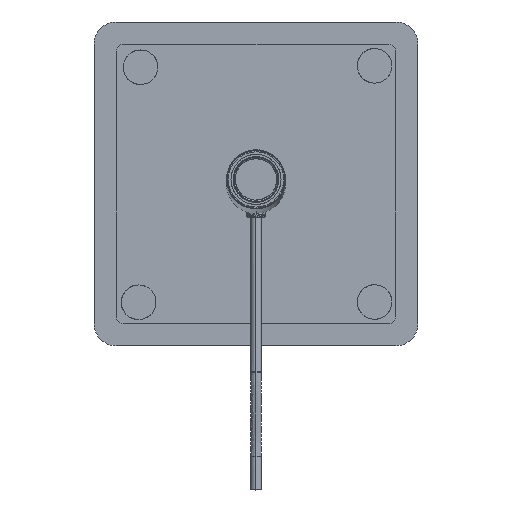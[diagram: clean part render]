
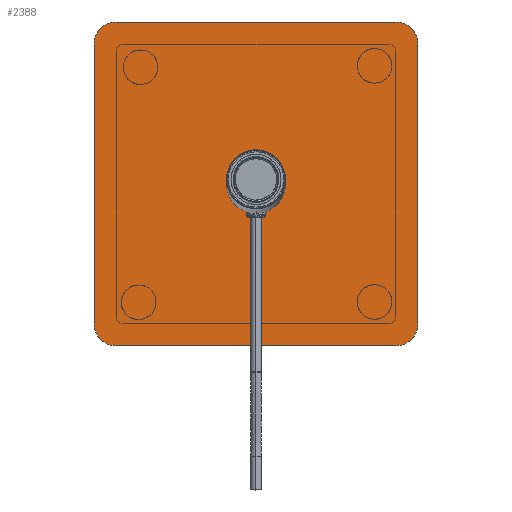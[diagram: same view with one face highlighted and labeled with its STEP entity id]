
A CAD part, top view. The second image highlights one B-rep face of the part: STEP entity #2388.
In plain terms, the highlighted planar face has unit normal (0, 0, 1).
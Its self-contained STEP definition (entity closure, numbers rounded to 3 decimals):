
#2388=ADVANCED_FACE('',(#2560),#5620,.T.);
#2560=FACE_OUTER_BOUND('',#2733,.T.);
#2733=EDGE_LOOP('',(#3004,#3005,#3006,#3007,#3008,#3009,#3010,#3011));
#3004=ORIENTED_EDGE('',*,*,#3760,.F.);
#3005=ORIENTED_EDGE('',*,*,#3757,.F.);
#3006=ORIENTED_EDGE('',*,*,#3754,.F.);
#3007=ORIENTED_EDGE('',*,*,#3751,.F.);
#3008=ORIENTED_EDGE('',*,*,#3748,.F.);
#3009=ORIENTED_EDGE('',*,*,#3745,.F.);
#3010=ORIENTED_EDGE('',*,*,#3742,.F.);
#3011=ORIENTED_EDGE('',*,*,#3738,.F.);
#3738=EDGE_CURVE('',#5031,#5032,#4352,.T.);
#3742=EDGE_CURVE('',#5032,#5035,#4356,.T.);
#3745=EDGE_CURVE('',#5035,#5037,#4359,.T.);
#3748=EDGE_CURVE('',#5037,#5039,#4362,.T.);
#3751=EDGE_CURVE('',#5039,#5041,#4365,.T.);
#3754=EDGE_CURVE('',#5041,#5043,#4368,.T.);
#3757=EDGE_CURVE('',#5043,#5045,#4371,.T.);
#3760=EDGE_CURVE('',#5045,#5031,#4374,.T.);
#4352=B_SPLINE_CURVE_WITH_KNOTS('',3,(#6600,#6601,#6602,#6603),
 .UNSPECIFIED.,.F.,.F.,(4,4),(458.2,648.198),
 .UNSPECIFIED.);
#4356=B_SPLINE_CURVE_WITH_KNOTS('',3,(#6612,#6613,#6614,#6615),
 .UNSPECIFIED.,.F.,.F.,(4,4),(648.198,674.264),
 .UNSPECIFIED.);
#4359=B_SPLINE_CURVE_WITH_KNOTS('',3,(#6622,#6623,#6624,#6625),
 .UNSPECIFIED.,.F.,.F.,(4,4),(674.264,864.267),
 .UNSPECIFIED.);
#4362=B_SPLINE_CURVE_WITH_KNOTS('',3,(#6632,#6633,#6634,#6635),
 .UNSPECIFIED.,.F.,.F.,(4,4),(864.267,890.333),
 .UNSPECIFIED.);
#4365=B_SPLINE_CURVE_WITH_KNOTS('',3,(#6642,#6643,#6644,#6645),
 .UNSPECIFIED.,.F.,.F.,(4,4),(890.333,1080.331),
 .UNSPECIFIED.);
#4368=B_SPLINE_CURVE_WITH_KNOTS('',3,(#6652,#6653,#6654,#6655),
 .UNSPECIFIED.,.F.,.F.,(4,4),(1080.331,1106.398),
 .UNSPECIFIED.);
#4371=B_SPLINE_CURVE_WITH_KNOTS('',3,(#6662,#6663,#6664,#6665),
 .UNSPECIFIED.,.F.,.F.,(4,4),(1106.398,1296.4),
 .UNSPECIFIED.);
#4374=B_SPLINE_CURVE_WITH_KNOTS('',3,(#6672,#6673,#6674,#6675),
 .UNSPECIFIED.,.F.,.F.,(4,4),(1296.4,1322.467),
 .UNSPECIFIED.);
#5031=VERTEX_POINT('',#6584);
#5032=VERTEX_POINT('',#6585);
#5035=VERTEX_POINT('',#6588);
#5037=VERTEX_POINT('',#6590);
#5039=VERTEX_POINT('',#6592);
#5041=VERTEX_POINT('',#6594);
#5043=VERTEX_POINT('',#6596);
#5045=VERTEX_POINT('',#6598);
#5620=PLANE('',#5931);
#5931=AXIS2_PLACEMENT_3D('',#6582,#6081,$);
#6081=DIRECTION('',(0.,0.,1.));
#6582=CARTESIAN_POINT('',(-137.502,137.499,-1729.5));
#6584=CARTESIAN_POINT('',(110.001,94.999,-1729.5));
#6585=CARTESIAN_POINT('',(110.001,-94.999,-1729.5));
#6588=CARTESIAN_POINT('',(95.001,-109.999,-1729.5));
#6590=CARTESIAN_POINT('',(-95.001,-109.999,-1729.5));
#6592=CARTESIAN_POINT('',(-110.001,-94.999,-1729.5));
#6594=CARTESIAN_POINT('',(-110.001,94.999,-1729.5));
#6596=CARTESIAN_POINT('',(-95.001,109.999,-1729.5));
#6598=CARTESIAN_POINT('',(95.001,109.999,-1729.5));
#6600=CARTESIAN_POINT('',(110.001,94.999,-1729.5));
#6601=CARTESIAN_POINT('',(110.001,94.999,-1729.5));
#6602=CARTESIAN_POINT('',(110.001,-94.999,-1729.5));
#6603=CARTESIAN_POINT('',(110.001,-94.999,-1729.5));
#6612=CARTESIAN_POINT('',(110.001,-94.999,-1729.5));
#6613=CARTESIAN_POINT('',(110.001,-103.283,-1729.5));
#6614=CARTESIAN_POINT('',(103.284,-109.999,-1729.5));
#6615=CARTESIAN_POINT('',(95.001,-109.999,-1729.5));
#6622=CARTESIAN_POINT('',(95.001,-109.999,-1729.5));
#6623=CARTESIAN_POINT('',(95.001,-109.999,-1729.5));
#6624=CARTESIAN_POINT('',(-95.001,-109.999,-1729.5));
#6625=CARTESIAN_POINT('',(-95.001,-109.999,-1729.5));
#6632=CARTESIAN_POINT('',(-95.001,-109.999,-1729.5));
#6633=CARTESIAN_POINT('',(-103.285,-109.999,-1729.5));
#6634=CARTESIAN_POINT('',(-110.001,-103.283,-1729.5));
#6635=CARTESIAN_POINT('',(-110.001,-94.999,-1729.5));
#6642=CARTESIAN_POINT('',(-110.001,-94.999,-1729.5));
#6643=CARTESIAN_POINT('',(-110.001,-94.999,-1729.5));
#6644=CARTESIAN_POINT('',(-110.001,94.999,-1729.5));
#6645=CARTESIAN_POINT('',(-110.001,94.999,-1729.5));
#6652=CARTESIAN_POINT('',(-110.001,94.999,-1729.5));
#6653=CARTESIAN_POINT('',(-110.001,103.286,-1729.5));
#6654=CARTESIAN_POINT('',(-103.285,109.999,-1729.5));
#6655=CARTESIAN_POINT('',(-95.001,109.999,-1729.5));
#6662=CARTESIAN_POINT('',(-95.001,109.999,-1729.5));
#6663=CARTESIAN_POINT('',(-95.001,109.999,-1729.5));
#6664=CARTESIAN_POINT('',(95.001,109.999,-1729.5));
#6665=CARTESIAN_POINT('',(95.001,109.999,-1729.5));
#6672=CARTESIAN_POINT('',(95.001,109.999,-1729.5));
#6673=CARTESIAN_POINT('',(103.284,109.999,-1729.5));
#6674=CARTESIAN_POINT('',(110.001,103.286,-1729.5));
#6675=CARTESIAN_POINT('',(110.001,94.999,-1729.5));
